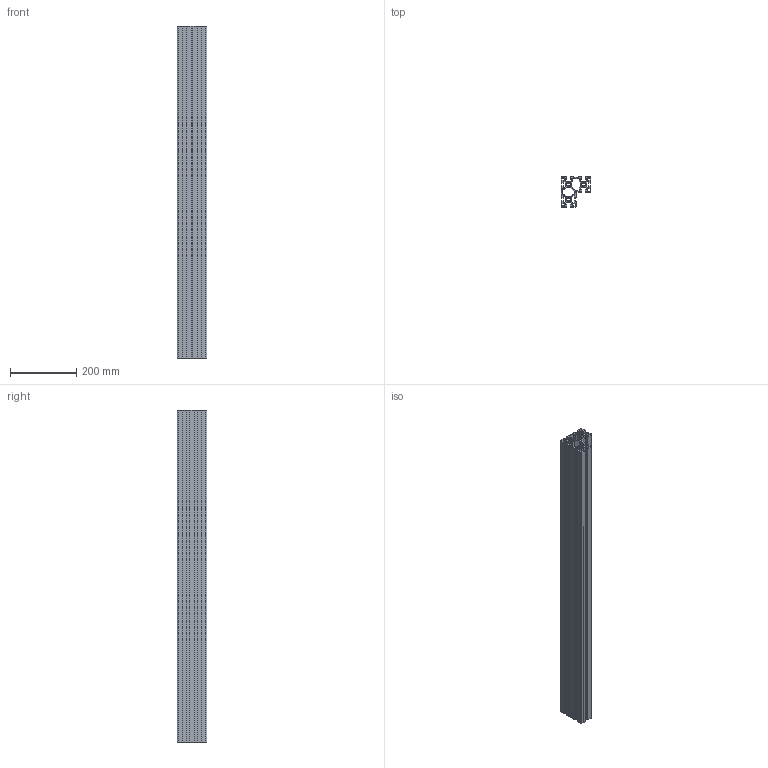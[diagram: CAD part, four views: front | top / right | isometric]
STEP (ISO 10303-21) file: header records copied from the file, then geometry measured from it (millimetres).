
FILE_DESCRIPTION(/* description */ ('KriTec Profil 10 90x90x45'),/* implementation_level */ '2;1');
FILE_NAME(/* name */ '80089_KriTec_Profil_10_90x90x45.stp',/* time_stamp */ '2020-05-15T13:49:16+02:00',/* author */ ('Nell'),/* organization */ (''),/* preprocessor_version */ 'ST-DEVELOPER v17',/* originating_system */ 'Autodesk Inventor 2018',/* authorisation */ '');
FILE_SCHEMA (('AUTOMOTIVE_DESIGN { 1 0 10303 214 3 1 1 }'));
Length unit declared in the file: millimetre
Products named in the file (1): 80089 -1000
Bounding box: 90 x 90 x 1000 mm (x, y, z)
Volume: 2081831.4 mm3; surface area: 1369873.9 mm2
Topology: 1 solids, 1 shells, 283 faces, 843 edges, 562 vertices
Faces by surface type: plane 224, cylinder 59
Entity records: 9494 total; most frequent: CARTESIAN_POINT 1689, ORIENTED_EDGE 1686, DIRECTION 1529, EDGE_CURVE 843, LINE 725, VECTOR 725, VERTEX_POINT 562, AXIS2_PLACEMENT_3D 402
